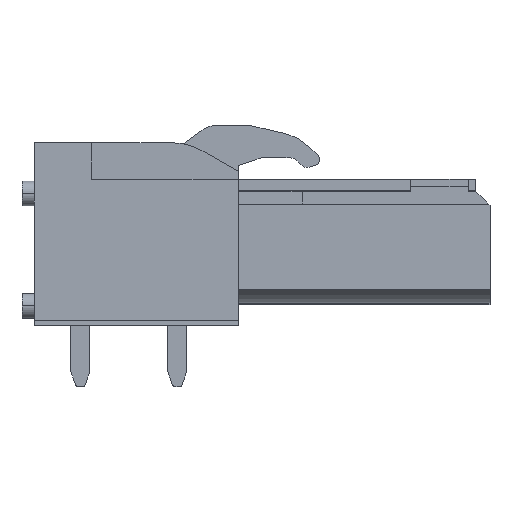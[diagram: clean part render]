
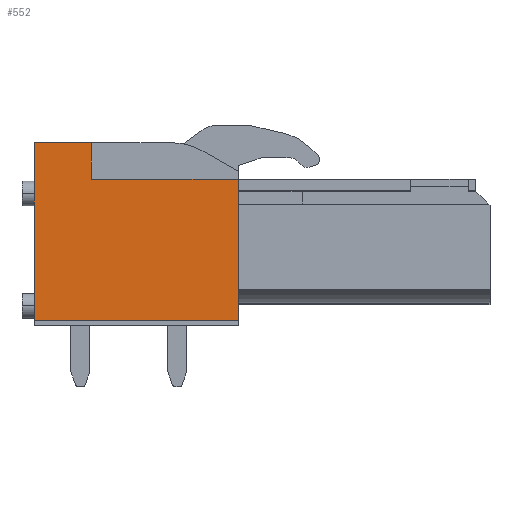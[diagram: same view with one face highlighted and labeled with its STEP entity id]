
A CAD part, left-side view. The second image highlights one B-rep face of the part: STEP entity #552.
In plain terms, the highlighted planar face has unit normal (-1, 0, 0).
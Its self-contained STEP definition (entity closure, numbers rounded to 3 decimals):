
#509=AXIS2_PLACEMENT_3D('Plane Axis2P3D',#506,#507,#508) ;
#484=CARTESIAN_POINT('Vertex',(0.,13.2,3.5)) ;
#487=CARTESIAN_POINT('Line Origine',(0.,18.55,3.5)) ;
#491=CARTESIAN_POINT('Vertex',(0.,23.9,3.5)) ;
#506=CARTESIAN_POINT('Axis2P3D Location',(0.,0.,0.)) ;
#511=CARTESIAN_POINT('Line Origine',(0.,13.2,7.2)) ;
#515=CARTESIAN_POINT('Vertex',(0.,13.2,10.9)) ;
#518=CARTESIAN_POINT('Line Origine',(0.,17.05,10.9)) ;
#522=CARTESIAN_POINT('Vertex',(0.,20.9,10.9)) ;
#525=CARTESIAN_POINT('Line Origine',(0.,20.9,11.85)) ;
#529=CARTESIAN_POINT('Vertex',(0.,20.9,12.8)) ;
#532=CARTESIAN_POINT('Line Origine',(0.,22.4,12.8)) ;
#536=CARTESIAN_POINT('Vertex',(0.,23.9,12.8)) ;
#539=CARTESIAN_POINT('Line Origine',(0.,23.9,8.15)) ;
#488=DIRECTION('Vector Direction',(0.,-1.,0.)) ;
#507=DIRECTION('Axis2P3D Direction',(-1.,0.,0.)) ;
#508=DIRECTION('Axis2P3D XDirection',(0.,-1.,0.)) ;
#512=DIRECTION('Vector Direction',(0.,0.,1.)) ;
#519=DIRECTION('Vector Direction',(0.,-1.,0.)) ;
#526=DIRECTION('Vector Direction',(0.,0.,1.)) ;
#533=DIRECTION('Vector Direction',(0.,-1.,0.)) ;
#540=DIRECTION('Vector Direction',(0.,0.,1.)) ;
#489=VECTOR('Line Direction',#488,1.) ;
#513=VECTOR('Line Direction',#512,1.) ;
#520=VECTOR('Line Direction',#519,1.) ;
#527=VECTOR('Line Direction',#526,1.) ;
#534=VECTOR('Line Direction',#533,1.) ;
#541=VECTOR('Line Direction',#540,1.) ;
#545=ORIENTED_EDGE('',*,*,#493,.T.) ;
#546=ORIENTED_EDGE('',*,*,#517,.T.) ;
#547=ORIENTED_EDGE('',*,*,#524,.T.) ;
#548=ORIENTED_EDGE('',*,*,#531,.T.) ;
#549=ORIENTED_EDGE('',*,*,#538,.T.) ;
#550=ORIENTED_EDGE('',*,*,#543,.T.) ;
#552=ADVANCED_FACE('HOUSING',(#551),#510,.T.) ;
#493=EDGE_CURVE('',#492,#485,#490,.T.) ;
#517=EDGE_CURVE('',#485,#516,#514,.T.) ;
#524=EDGE_CURVE('',#516,#523,#521,.F.) ;
#531=EDGE_CURVE('',#523,#530,#528,.T.) ;
#538=EDGE_CURVE('',#530,#537,#535,.F.) ;
#543=EDGE_CURVE('',#537,#492,#542,.F.) ;
#544=EDGE_LOOP('',(#545,#546,#547,#548,#549,#550)) ;
#551=FACE_OUTER_BOUND('',#544,.T.) ;
#490=LINE('Line',#487,#489) ;
#514=LINE('Line',#511,#513) ;
#521=LINE('Line',#518,#520) ;
#528=LINE('Line',#525,#527) ;
#535=LINE('Line',#532,#534) ;
#542=LINE('Line',#539,#541) ;
#510=PLANE('',#509) ;
#485=VERTEX_POINT('',#484) ;
#492=VERTEX_POINT('',#491) ;
#516=VERTEX_POINT('',#515) ;
#523=VERTEX_POINT('',#522) ;
#530=VERTEX_POINT('',#529) ;
#537=VERTEX_POINT('',#536) ;
